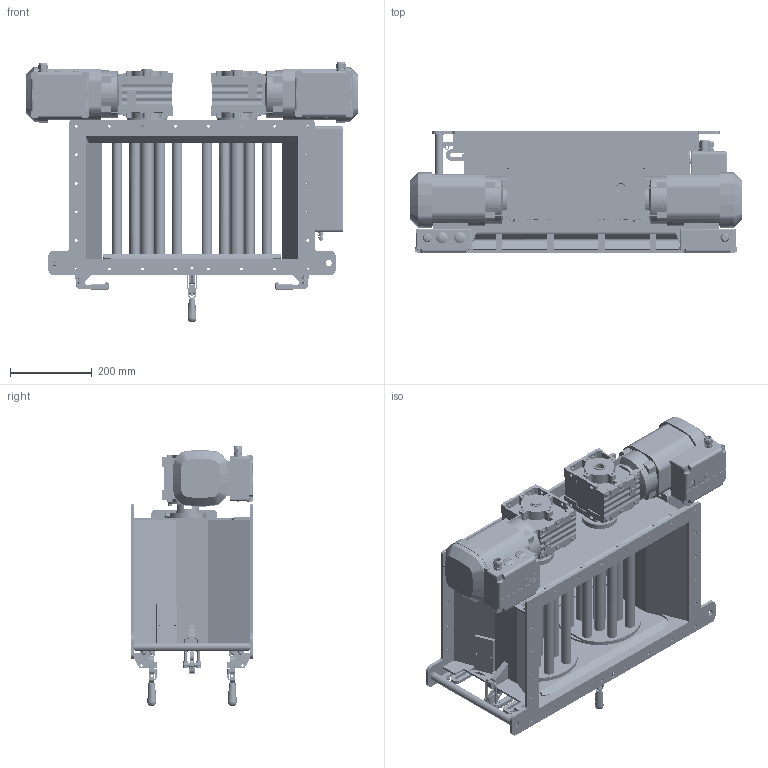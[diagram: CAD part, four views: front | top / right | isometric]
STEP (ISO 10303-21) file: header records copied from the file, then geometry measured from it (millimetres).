
FILE_DESCRIPTION(/* description */ (''),/* implementation_level */ '2;1');
FILE_NAME(/* name */ 'SCRA5230022 A.stp',/* time_stamp */ '2020-05-06T07:43:31+02:00',/* author */ ('CR'),/* organization */ (''),/* preprocessor_version */ 'ST-DEVELOPER v17.2',/* originating_system */ 'Autodesk Inventor 2019',/* authorisation */ '');
FILE_SCHEMA (('CONFIG_CONTROL_DESIGN'));
Products named in the file (1): Part1
Bounding box: 813 x 300 x 638.69 mm (x, y, z)
Volume: 18518463.2 mm3; surface area: 4199095.9 mm2
Topology: 11 solids, 63 shells, 6457 faces, 17892 edges, 11862 vertices
Faces by surface type: plane 3434, cylinder 1869, cone 661, torus 356, bspline 100, sphere 37
Full cylindrical faces by diameter (mm): 2.2 x6, 2.5 x2, 3.242 x1, 4 x26, 4.134 x20, 4.801 x14, 4.886 x2, 4.917 x9, 5 x8, 5.459 x17, 5.5 x10, 6 x54, 6.1 x4, 6.2 x8, 6.35 x6, 6.4 x9, 6.401 x4, 6.5 x4, 6.6 x2, 6.647 x52, 7 x20, 7.112 x8, 7.5 x2, 8 x6, 8.249 x1, 8.4 x2, 8.566 x2, 8.7 x17, 9 x16, 9.5 x8
Entity records: 226369 total; most frequent: CARTESIAN_POINT 50690, DIRECTION 36095, ORIENTED_EDGE 35672, EDGE_CURVE 17836, AXIS2_PLACEMENT_3D 13532, VERTEX_POINT 11860, LINE 9031, VECTOR 9031
